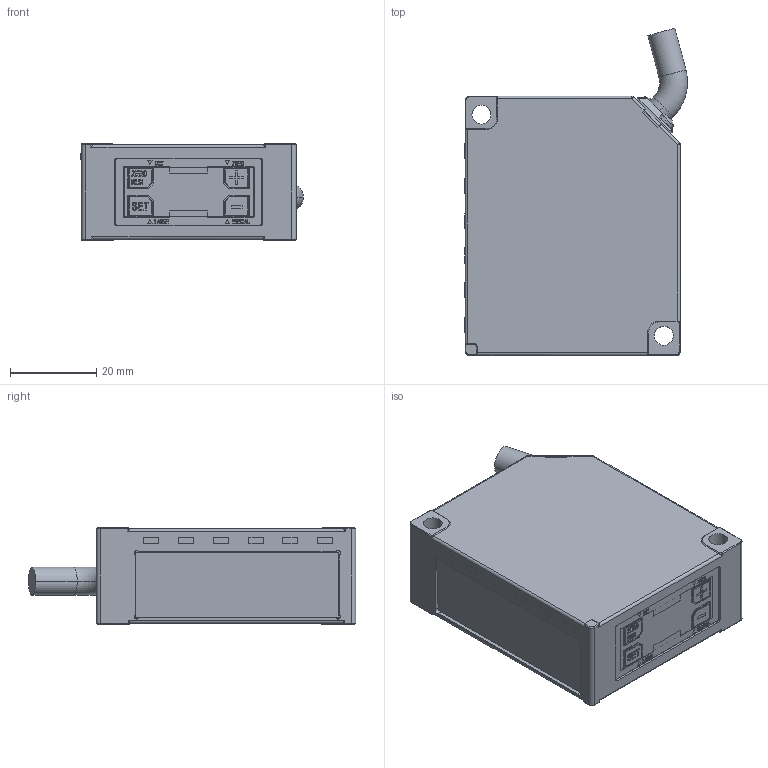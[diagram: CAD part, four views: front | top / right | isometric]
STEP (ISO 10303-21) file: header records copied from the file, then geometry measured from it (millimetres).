
FILE_DESCRIPTION (( 'STEP AP203' ), '1' );
FILE_NAME ('SD33XXX-03-03Íâ¹Û3D.STEP', '2022-09-23T01:45:57', ( '' ), ( '' ), 'SwSTEP 2.0', 'SolidWorks 2020', '' );
FILE_SCHEMA (( 'CONFIG_CONTROL_DESIGN' ));
Length unit declared in the file: millimetre
Products named in the file (8): SD33XXX-01-01匐郋盄擢; SD33XXX-03-03俋夤3D; SD33XXX-01-01蝶祧醱啣; SD33XXX-01-02薦嫖え; SD33XXX-01-02帣盄脣种; 偌瑩啣^SD3330-03-03軞蚾芞; SD3330-03-03菁釱; cross recessed pan head screws gb_GB_CROSS_SCREWS_TYPE1 M2X3-3  H type-N
Assembly tree (8 placements, depth 3):
  SD33XXX-03-03俋夤3D
    SD3330-03-03菁釱
    SD33XXX-01-02薦嫖え
    SD33XXX-01-01匐郋盄擢
    偌瑩啣^SD3330-03-03軞蚾芞
      SD33XXX-01-01蝶祧醱啣
    cross recessed pan head screws gb_GB_CROSS_SCREWS_TYPE1 M2X3-3  H type-N  x2
    SD33XXX-01-02帣盄脣种
Bounding box: 51.78 x 76.07 x 22.4 mm (x, y, z)
Volume: 63047 mm3; surface area: 16022.4 mm2
Topology: 7 solids, 34 shells, 1333 faces, 3481 edges, 2283 vertices
Faces by surface type: plane 776, bspline 315, cylinder 198, cone 38, sphere 4, torus 2
Entity records: 54578 total; most frequent: CARTESIAN_POINT 23631, ORIENTED_EDGE 6794, DIRECTION 5094, EDGE_CURVE 3397, LINE 2334, VECTOR 2334, VERTEX_POINT 2239, EDGE_LOOP 1412
